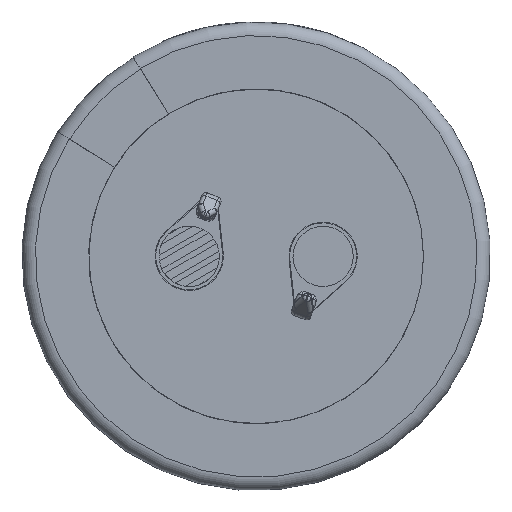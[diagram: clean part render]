
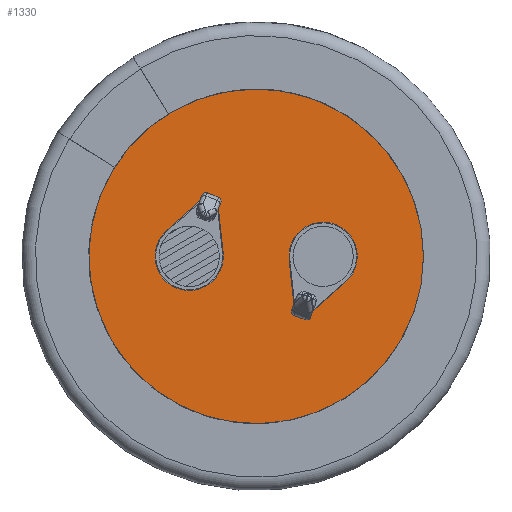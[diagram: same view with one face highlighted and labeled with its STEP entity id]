
A CAD part, front view. The second image highlights one B-rep face of the part: STEP entity #1330.
In plain terms, the highlighted planar face has unit normal (0, -1, 0).
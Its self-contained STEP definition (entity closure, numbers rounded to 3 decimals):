
#1330 = ADVANCED_FACE( '', ( #2980, #2981, #2982 ), #2983, .T. );
#2980 = FACE_OUTER_BOUND( '', #6240, .T. );
#2981 = FACE_BOUND( '', #6241, .T. );
#2982 = FACE_BOUND( '', #6242, .T. );
#2983 = PLANE( '', #6243 );
#6240 = EDGE_LOOP( '', ( #10794 ) );
#6241 = EDGE_LOOP( '', ( #10795, #10796, #10797, #10798 ) );
#6242 = EDGE_LOOP( '', ( #10799, #10800, #10801, #10802 ) );
#6243 = AXIS2_PLACEMENT_3D( '', #10803, #10804, #10805 );
#10794 = ORIENTED_EDGE( '', *, *, #13497, .T. );
#10795 = ORIENTED_EDGE( '', *, *, #12843, .F. );
#10796 = ORIENTED_EDGE( '', *, *, #14070, .F. );
#10797 = ORIENTED_EDGE( '', *, *, #14416, .F. );
#10798 = ORIENTED_EDGE( '', *, *, #14417, .F. );
#10799 = ORIENTED_EDGE( '', *, *, #14418, .T. );
#10800 = ORIENTED_EDGE( '', *, *, #12897, .T. );
#10801 = ORIENTED_EDGE( '', *, *, #14014, .T. );
#10802 = ORIENTED_EDGE( '', *, *, #14419, .T. );
#10803 = CARTESIAN_POINT( '', ( 0., 0., 0. ) );
#10804 = DIRECTION( '', ( 0., -1., 0. ) );
#10805 = DIRECTION( '', ( 0., 0., -1. ) );
#12843 = EDGE_CURVE( '', #14922, #14923, #14924, .T. );
#12897 = EDGE_CURVE( '', #15016, #15017, #15018, .T. );
#13497 = EDGE_CURVE( '', #16086, #16086, #16087, .T. );
#14014 = EDGE_CURVE( '', #15017, #16862, #16863, .T. );
#14070 = EDGE_CURVE( '', #16945, #14922, #16946, .T. );
#14416 = EDGE_CURVE( '', #17397, #16945, #17398, .T. );
#14417 = EDGE_CURVE( '', #14923, #17397, #17399, .T. );
#14418 = EDGE_CURVE( '', #17400, #15016, #17401, .T. );
#14419 = EDGE_CURVE( '', #16862, #17400, #17402, .T. );
#14922 = VERTEX_POINT( '', #17974 );
#14923 = VERTEX_POINT( '', #17975 );
#14924 = LINE( '', #17976, #17977 );
#15016 = VERTEX_POINT( '', #18171 );
#15017 = VERTEX_POINT( '', #18172 );
#15018 = LINE( '', #18173, #18174 );
#16086 = VERTEX_POINT( '', #20764 );
#16087 = CIRCLE( '', #20765, 14.5 );
#16862 = VERTEX_POINT( '', #22626 );
#16863 = LINE( '', #22627, #22628 );
#16945 = VERTEX_POINT( '', #22784 );
#16946 = LINE( '', #22785, #22786 );
#17397 = VERTEX_POINT( '', #23681 );
#17398 = LINE( '', #23682, #23683 );
#17399 = CIRCLE( '', #23684, 2.55 );
#17400 = VERTEX_POINT( '', #23685 );
#17401 = LINE( '', #23686, #23687 );
#17402 = CIRCLE( '', #23688, 2.55 );
#17974 = CARTESIAN_POINT( '', ( -4.27, 0., 4.059 ) );
#17975 = CARTESIAN_POINT( '', ( -6.694, 0., 1.906 ) );
#17976 = CARTESIAN_POINT( '', ( -4.27, 0., 4.059 ) );
#17977 = VECTOR( '', #24662, 1000. );
#18171 = CARTESIAN_POINT( '', ( 4.27, 0., -4.059 ) );
#18172 = CARTESIAN_POINT( '', ( 2.814, 0., -3.497 ) );
#18173 = CARTESIAN_POINT( '', ( 4.27, 0., -4.059 ) );
#18174 = VECTOR( '', #24676, 1000. );
#20764 = CARTESIAN_POINT( '', ( 0., 0., -14.5 ) );
#20765 = AXIS2_PLACEMENT_3D( '', #24831, #24832, #24833 );
#22626 = CARTESIAN_POINT( '', ( 2.465, 0., -0.274 ) );
#22627 = CARTESIAN_POINT( '', ( 2.814, 0., -3.497 ) );
#22628 = VECTOR( '', #25081, 1000. );
#22784 = CARTESIAN_POINT( '', ( -2.814, 0., 3.497 ) );
#22785 = CARTESIAN_POINT( '', ( -2.814, 0., 3.497 ) );
#22786 = VECTOR( '', #25100, 1000. );
#23681 = CARTESIAN_POINT( '', ( -2.465, 0., 0.274 ) );
#23682 = CARTESIAN_POINT( '', ( -2.465, 0., 0.274 ) );
#23683 = VECTOR( '', #25255, 1000. );
#23684 = AXIS2_PLACEMENT_3D( '', #25256, #25257, #25258 );
#23685 = CARTESIAN_POINT( '', ( 6.694, 0., -1.906 ) );
#23686 = CARTESIAN_POINT( '', ( 6.694, 0., -1.906 ) );
#23687 = VECTOR( '', #25259, 1000. );
#23688 = AXIS2_PLACEMENT_3D( '', #25260, #25261, #25262 );
#24662 = DIRECTION( '', ( -0.748, 0., -0.664 ) );
#24676 = DIRECTION( '', ( -0.933, 0., 0.36 ) );
#24831 = CARTESIAN_POINT( '', ( 0., 0., 0. ) );
#24832 = DIRECTION( '', ( 0., -1., 0. ) );
#24833 = DIRECTION( '', ( 0., 0., -1. ) );
#25081 = DIRECTION( '', ( -0.108, 0., 0.994 ) );
#25100 = DIRECTION( '', ( -0.933, 0., 0.36 ) );
#25255 = DIRECTION( '', ( -0.108, 0., 0.994 ) );
#25256 = CARTESIAN_POINT( '', ( -5., 0., 0. ) );
#25257 = DIRECTION( '', ( 0., -1., 0. ) );
#25258 = DIRECTION( '', ( 0., 0., 1. ) );
#25259 = DIRECTION( '', ( -0.748, 0., -0.664 ) );
#25260 = CARTESIAN_POINT( '', ( 5., 0., 0. ) );
#25261 = DIRECTION( '', ( 0., 1., 0. ) );
#25262 = DIRECTION( '', ( 0., 0., -1. ) );
